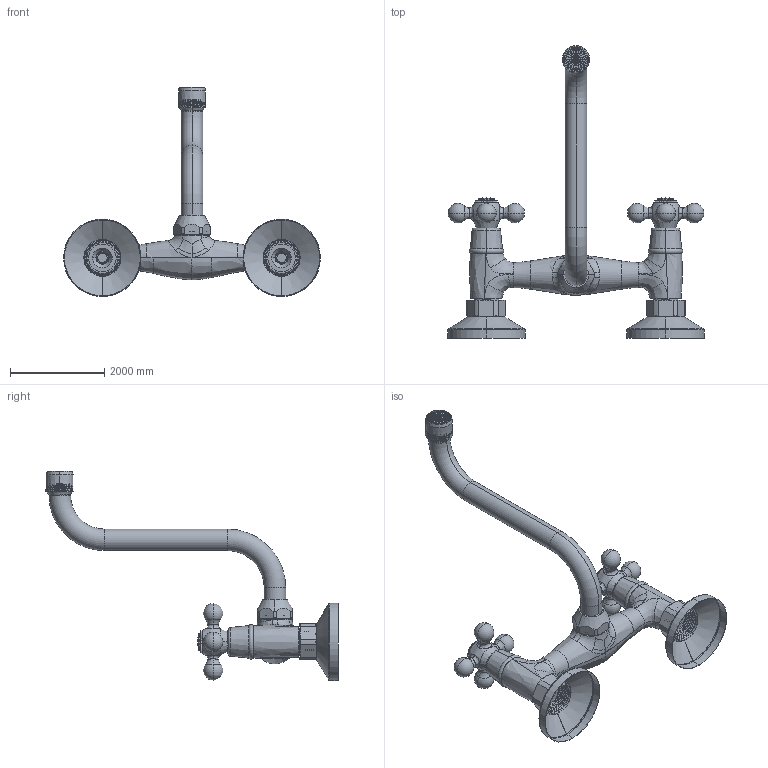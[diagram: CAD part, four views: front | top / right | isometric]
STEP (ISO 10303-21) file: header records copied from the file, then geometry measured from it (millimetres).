
FILE_DESCRIPTION((''),'2;1');
FILE_NAME('ASM0008_ASM','2020-08-24T19:21:26',('Administrator'),(''),'CREO PARAMETRIC BY PTC INC, 2018050','CREO PARAMETRIC BY PTC INC, 2018050','');
FILE_SCHEMA(('CONFIG_CONTROL_DESIGN'));
Length unit declared in the file: inch
Products named in the file (10): 99070; 04; 207006; 221006; 205005; 218008; 237087; 209003; 2040021; ASM0008_ASM
Assembly tree (13 placements, depth 2):
  ASM0008_ASM
    99070
    04  x2
    207006  x2
    221006  x2
    205005  x2
    218008
    237087
    209003
    2040021
Bounding box: 5455.92 x 6213.86 x 4445.96 mm (x, y, z)
Volume: 2359212187.9 mm3; surface area: 78269848.1 mm2
Topology: 14 solids, 14 shells, 2591 faces, 7384 edges, 4803 vertices
Faces by surface type: plane 1897, cylinder 223, bspline 210, torus 114, cone 102, sphere 28, extrusion 12, revolution 5
Entity records: 95702 total; most frequent: CARTESIAN_POINT 40366, ORIENTED_EDGE 12868, DIRECTION 9027, EDGE_CURVE 6434, VERTEX_POINT 4211, VECTOR 3534, LINE 3522, AXIS2_PLACEMENT_3D 2744
